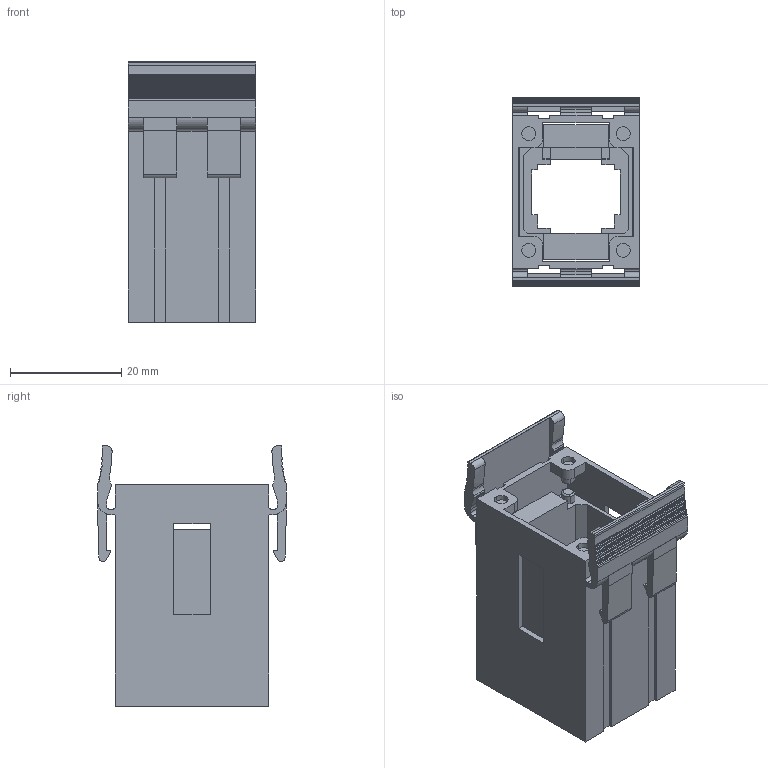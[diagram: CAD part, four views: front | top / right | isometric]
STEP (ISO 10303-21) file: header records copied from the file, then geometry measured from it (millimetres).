
FILE_DESCRIPTION(('CATIA V5 STEP Exchange','CAx-IF Rec.Pracs.--- Model Styling and Organization---1.2---2011-12-15'),'2;1');
FILE_NAME ('007978-3_1', '2018-08-24T17:04:52+00:00', ('none'), ('Weidmueller'), 'CATIA Version 5-6 Release 2014', 'CATIA V5 STEP AP214', 'none');
FILE_SCHEMA(('AUTOMOTIVE_DESIGN { 1 0 10303 214 1 1 1 1 }'));
Length unit declared in the file: millimetre
Products named in the file (1): 1157980000
Bounding box: 22.9 x 34 x 46.9 mm (x, y, z)
Volume: 11915.1 mm3; surface area: 15282.4 mm2
Topology: 2 solids, 2 shells, 385 faces, 1098 edges, 714 vertices
Faces by surface type: plane 239, cylinder 130, cone 8, torus 8
Entity records: 11526 total; most frequent: ORIENTED_EDGE 2196, CARTESIAN_POINT 2186, DIRECTION 1502, EDGE_CURVE 1098, VECTOR 788, LINE 788, VERTEX_POINT 714, AXIS2_PLACEMENT_3D 494
